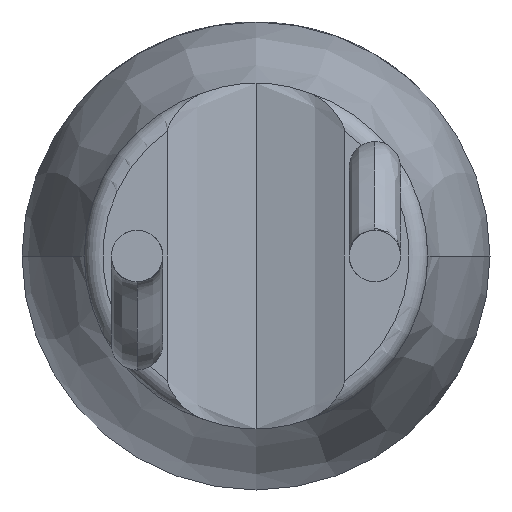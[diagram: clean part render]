
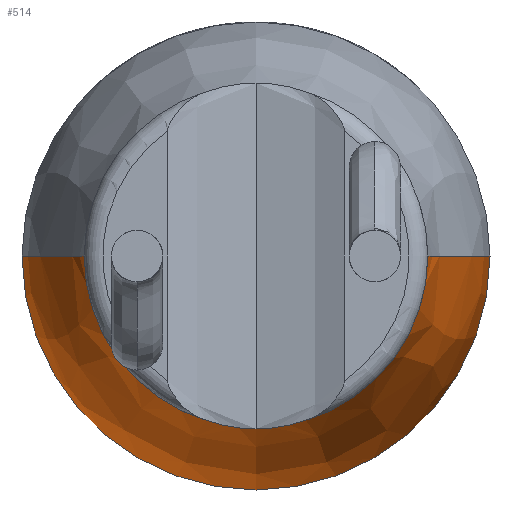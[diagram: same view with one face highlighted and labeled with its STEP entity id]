
A CAD part, front view. The second image highlights one B-rep face of the part: STEP entity #514.
In plain terms, the highlighted free-form (B-spline) face has degree [3, 3] with [4, 4] control points.
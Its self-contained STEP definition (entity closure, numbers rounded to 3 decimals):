
#161 = EDGE_CURVE ( 'NONE', #2857, #377, #2448, .T. ) ;
#177 = CARTESIAN_POINT ( 'NONE',  ( 2.461, 1.143, 0. ) ) ;
#180 = CARTESIAN_POINT ( 'NONE',  ( 0., 0.25, -1.848 ) ) ;
#260 = CARTESIAN_POINT ( 'NONE',  ( -2.461, 1.143, 0. ) ) ;
#273 = CARTESIAN_POINT ( 'NONE',  ( 2.5, 2.785, -5. ) ) ;
#285 = CARTESIAN_POINT ( 'NONE',  ( 0., 2.785, 0. ) ) ;
#377 = VERTEX_POINT ( 'NONE', #4709 ) ;
#423 = ORIENTED_EDGE ( 'NONE', *, *, #2687, .T. ) ;
#436 = CIRCLE ( 'NONE', #3842, 1.835 ) ;
#514 = ADVANCED_FACE ( 'NONE', ( #1815 ), #4886, .T. ) ;
#551 = B_SPLINE_CURVE_WITH_KNOTS ( 'NONE', 3,
 ( #3541, #3900, #1128, #3953 ),
 .UNSPECIFIED., .F., .F.,
 ( 4, 4 ),
 ( 0.076, 1. ),
 .UNSPECIFIED. ) ;
#691 = CARTESIAN_POINT ( 'NONE',  ( 2.461, 1.143, -4.923 ) ) ;
#725 = DIRECTION ( 'NONE',  ( 0., -1., 0. ) ) ;
#853 = CARTESIAN_POINT ( 'NONE',  ( 0., 0.173, 0. ) ) ;
#922 = CARTESIAN_POINT ( 'NONE',  ( 0.366, 0.227, -1.815 ) ) ;
#1092 = EDGE_CURVE ( 'NONE', #2325, #5076, #436, .T. ) ;
#1128 = CARTESIAN_POINT ( 'NONE',  ( -2.461, 1.143, 0. ) ) ;
#1155 = EDGE_CURVE ( 'NONE', #4442, #3973, #2981, .T. ) ;
#1239 = CARTESIAN_POINT ( 'NONE',  ( 0.533, 0.173, -1.756 ) ) ;
#1250 = VERTEX_POINT ( 'NONE', #2186 ) ;
#1291 = DIRECTION ( 'NONE',  ( 0., 0., -1. ) ) ;
#1563 = CARTESIAN_POINT ( 'NONE',  ( 0., 0.173, 0. ) ) ;
#1613 = AXIS2_PLACEMENT_3D ( 'NONE', #1726, #4958, #2201 ) ;
#1691 = CARTESIAN_POINT ( 'NONE',  ( 0., 0.25, -1.848 ) ) ;
#1698 = ORIENTED_EDGE ( 'NONE', *, *, #1735, .T. ) ;
#1726 = CARTESIAN_POINT ( 'NONE',  ( 0., 2.785, 0. ) ) ;
#1735 = EDGE_CURVE ( 'NONE', #2857, #4870, #4928, .T. ) ;
#1815 = FACE_OUTER_BOUND ( 'NONE', #2576, .T. ) ;
#1855 = CARTESIAN_POINT ( 'NONE',  ( -0.366, 0.227, -1.815 ) ) ;
#1951 = CARTESIAN_POINT ( 'NONE',  ( -2.5, 2.785, 0. ) ) ;
#2130 = CARTESIAN_POINT ( 'NONE',  ( 0.185, 0.244, -1.847 ) ) ;
#2142 = EDGE_CURVE ( 'NONE', #3973, #1250, #4382, .T. ) ;
#2186 = CARTESIAN_POINT ( 'NONE',  ( 2.5, 2.785, 0. ) ) ;
#2201 = DIRECTION ( 'NONE',  ( 0., 0., -1. ) ) ;
#2292 = CARTESIAN_POINT ( 'NONE',  ( -1.926, 0.847, 0. ) ) ;
#2308 = CARTESIAN_POINT ( 'NONE',  ( -2.5, 2.785, -5. ) ) ;
#2325 = VERTEX_POINT ( 'NONE', #4714 ) ;
#2359 = DIRECTION ( 'NONE',  ( 0., 1., 0. ) ) ;
#2389 = AXIS2_PLACEMENT_3D ( 'NONE', #285, #725, #3577 ) ;
#2448 = B_SPLINE_CURVE_WITH_KNOTS ( 'NONE', 3,
 ( #3396, #1855, #3815, #180 ),
 .UNSPECIFIED., .F., .F.,
 ( 4, 4 ),
 ( 0., 0.001 ),
 .UNSPECIFIED. ) ;
#2576 = EDGE_LOOP ( 'NONE', ( #4881, #4360, #423, #4225, #1698, #2893, #4580, #4168 ) ) ;
#2609 = CARTESIAN_POINT ( 'NONE',  ( 1.835, 0.173, 0. ) ) ;
#2687 = EDGE_CURVE ( 'NONE', #5076, #377, #4371, .T. ) ;
#2694 = CARTESIAN_POINT ( 'NONE',  ( 1.926, 0.847, -3.851 ) ) ;
#2710 = CARTESIAN_POINT ( 'NONE',  ( 2.5, 2.785, 0. ) ) ;
#2857 = VERTEX_POINT ( 'NONE', #3033 ) ;
#2893 = ORIENTED_EDGE ( 'NONE', *, *, #3690, .T. ) ;
#2931 = CARTESIAN_POINT ( 'NONE',  ( 2.5, 2.785, 0. ) ) ;
#2981 = CIRCLE ( 'NONE', #1613, 2.5 ) ;
#3033 = CARTESIAN_POINT ( 'NONE',  ( -0.533, 0.173, -1.756 ) ) ;
#3094 = B_SPLINE_CURVE_WITH_KNOTS ( 'NONE', 3,
 ( #2609, #3871, #177, #2931 ),
 .UNSPECIFIED., .F., .F.,
 ( 4, 4 ),
 ( 0.076, 1. ),
 .UNSPECIFIED. ) ;
#3095 = CARTESIAN_POINT ( 'NONE',  ( -2.461, 1.143, -4.923 ) ) ;
#3126 = CARTESIAN_POINT ( 'NONE',  ( -1.835, 0.173, 0. ) ) ;
#3396 = CARTESIAN_POINT ( 'NONE',  ( -0.533, 0.173, -1.756 ) ) ;
#3496 = CARTESIAN_POINT ( 'NONE',  ( 2.461, 1.143, 0. ) ) ;
#3541 = CARTESIAN_POINT ( 'NONE',  ( -1.835, 0.173, 0. ) ) ;
#3577 = DIRECTION ( 'NONE',  ( 0., 0., -1. ) ) ;
#3680 = DIRECTION ( 'NONE',  ( 0., 1., 0. ) ) ;
#3690 = EDGE_CURVE ( 'NONE', #4870, #4442, #551, .T. ) ;
#3815 = CARTESIAN_POINT ( 'NONE',  ( -0.185, 0.244, -1.847 ) ) ;
#3842 = AXIS2_PLACEMENT_3D ( 'NONE', #853, #3680, #1291 ) ;
#3871 = CARTESIAN_POINT ( 'NONE',  ( 1.926, 0.847, 0. ) ) ;
#3887 = CARTESIAN_POINT ( 'NONE',  ( 1.835, 0.173, -3.671 ) ) ;
#3900 = CARTESIAN_POINT ( 'NONE',  ( -1.926, 0.847, 0. ) ) ;
#3953 = CARTESIAN_POINT ( 'NONE',  ( -2.5, 2.785, 0. ) ) ;
#3973 = VERTEX_POINT ( 'NONE', #4385 ) ;
#4062 = CARTESIAN_POINT ( 'NONE',  ( 0.533, 0.173, -1.756 ) ) ;
#4168 = ORIENTED_EDGE ( 'NONE', *, *, #2142, .T. ) ;
#4225 = ORIENTED_EDGE ( 'NONE', *, *, #161, .F. ) ;
#4244 = EDGE_CURVE ( 'NONE', #2325, #1250, #3094, .T. ) ;
#4326 = CARTESIAN_POINT ( 'NONE',  ( -2.5, 2.785, 0. ) ) ;
#4360 = ORIENTED_EDGE ( 'NONE', *, *, #1092, .T. ) ;
#4371 = B_SPLINE_CURVE_WITH_KNOTS ( 'NONE', 3,
 ( #4062, #922, #2130, #1691 ),
 .UNSPECIFIED., .F., .F.,
 ( 4, 4 ),
 ( 0., 0.001 ),
 .UNSPECIFIED. ) ;
#4382 = CIRCLE ( 'NONE', #2389, 2.5 ) ;
#4385 = CARTESIAN_POINT ( 'NONE',  ( 0., 2.785, -2.5 ) ) ;
#4397 = DIRECTION ( 'NONE',  ( 0., 0., -1. ) ) ;
#4442 = VERTEX_POINT ( 'NONE', #1951 ) ;
#4580 = ORIENTED_EDGE ( 'NONE', *, *, #1155, .T. ) ;
#4620 = CARTESIAN_POINT ( 'NONE',  ( -1.835, 0.173, 0. ) ) ;
#4709 = CARTESIAN_POINT ( 'NONE',  ( 0., 0.25, -1.848 ) ) ;
#4714 = CARTESIAN_POINT ( 'NONE',  ( 1.835, 0.173, 0. ) ) ;
#4724 = CARTESIAN_POINT ( 'NONE',  ( 1.835, 0.173, 0. ) ) ;
#4743 = CARTESIAN_POINT ( 'NONE',  ( 1.926, 0.847, 0. ) ) ;
#4789 = CARTESIAN_POINT ( 'NONE',  ( -1.835, 0.173, -3.671 ) ) ;
#4870 = VERTEX_POINT ( 'NONE', #4620 ) ;
#4881 = ORIENTED_EDGE ( 'NONE', *, *, #4244, .F. ) ;
#4886 =( BOUNDED_SURFACE ( )  B_SPLINE_SURFACE ( 3, 3, ( 
 ( #3126, #4789, #3887, #4724 ),
 ( #2292, #5111, #2694, #4743 ),
 ( #260, #3095, #691, #3496 ),
 ( #4326, #2308, #273, #2710 ) ),
 .UNSPECIFIED., .F., .F., .T. ) 
 B_SPLINE_SURFACE_WITH_KNOTS ( ( 4, 4 ),
 ( 4, 4 ),
 ( 0.076, 1. ),
 ( 0., 1. ),
 .UNSPECIFIED. ) 
 GEOMETRIC_REPRESENTATION_ITEM ( )  RATIONAL_B_SPLINE_SURFACE ( (
 ( 1., 0.333, 0.333, 1.),
 ( 1., 0.333, 0.333, 1.),
 ( 1., 0.333, 0.333, 1.),
 ( 1., 0.333, 0.333, 1.) ) ) 
 REPRESENTATION_ITEM ( '' )  SURFACE ( )  );
#4928 = CIRCLE ( 'NONE', #5071, 1.835 ) ;
#4958 = DIRECTION ( 'NONE',  ( 0., -1., 0. ) ) ;
#5071 = AXIS2_PLACEMENT_3D ( 'NONE', #1563, #2359, #4397 ) ;
#5076 = VERTEX_POINT ( 'NONE', #1239 ) ;
#5111 = CARTESIAN_POINT ( 'NONE',  ( -1.926, 0.847, -3.851 ) ) ;
